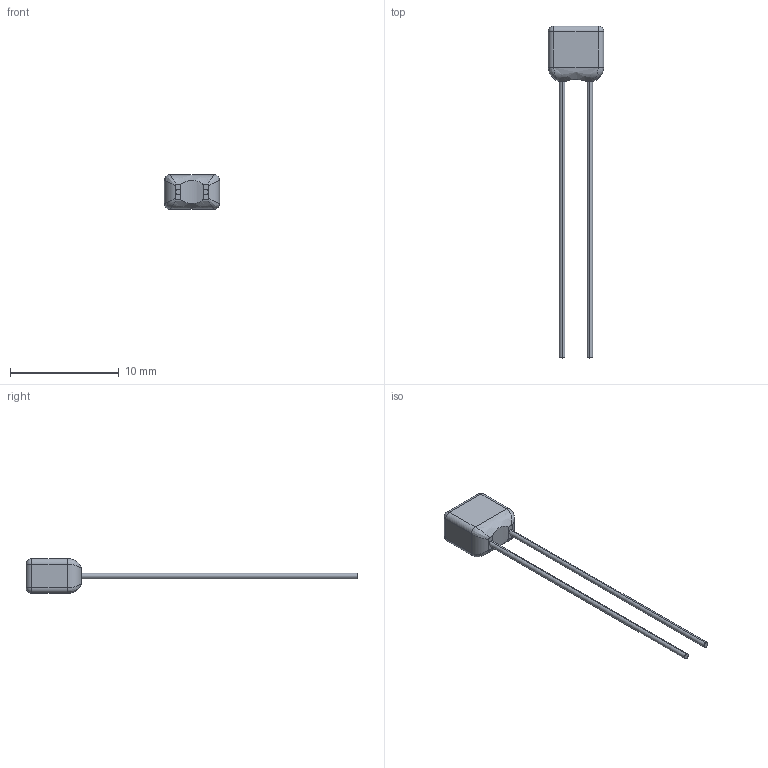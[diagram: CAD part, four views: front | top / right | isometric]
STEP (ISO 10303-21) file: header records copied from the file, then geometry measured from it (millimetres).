
FILE_DESCRIPTION (( 'STEP AP214' ), '1' );
FILE_NAME ('SR201A470JAR.STEP', '2024-06-29T14:56:43', ( 'LENOVO' ), ( '' ), 'SwSTEP 2.0', 'SolidWorks 2021', '' );
FILE_SCHEMA (( 'AUTOMOTIVE_DESIGN' ));
Length unit declared in the file: millimetre
Products named in the file (1): SR201A470JAR
Bounding box: 5.08 x 30.48 x 3.17 mm (x, y, z)
Volume: 85.6 mm3; surface area: 188.8 mm2
Topology: 3 solids, 3 shells, 44 faces, 94 edges, 52 vertices
Faces by surface type: cylinder 19, plane 15, bspline 6, sphere 4
Entity records: 1514 total; most frequent: CARTESIAN_POINT 563, DIRECTION 190, ORIENTED_EDGE 180, EDGE_CURVE 90, AXIS2_PLACEMENT_3D 75, VERTEX_POINT 52, FACE_OUTER_BOUND 44, ADVANCED_FACE 44
